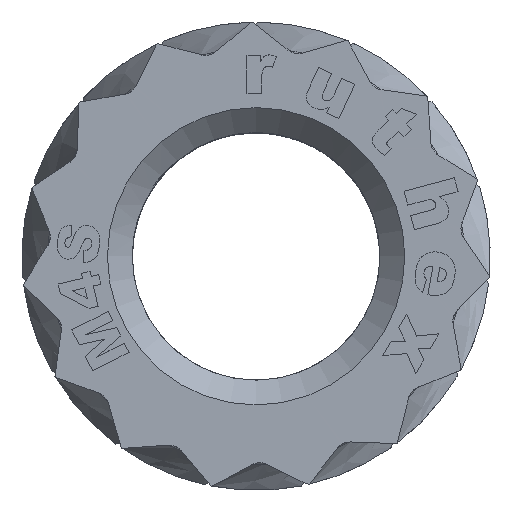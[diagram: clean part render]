
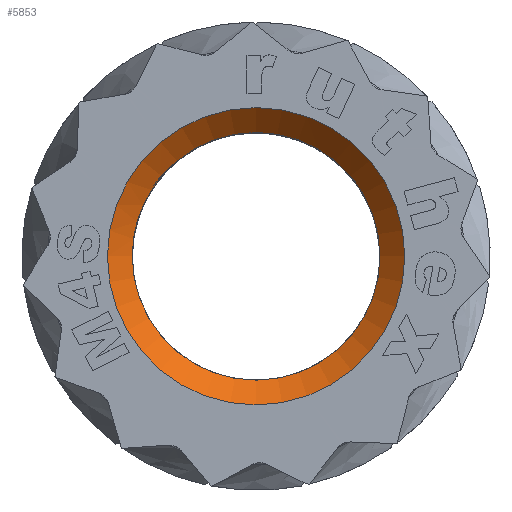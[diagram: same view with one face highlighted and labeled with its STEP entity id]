
A CAD part, top view. The second image highlights one B-rep face of the part: STEP entity #5853.
In plain terms, the highlighted conical face has half-angle 45 degrees and reference radius 1.833 mm.
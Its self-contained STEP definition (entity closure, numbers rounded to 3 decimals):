
#19=CONICAL_SURFACE('',#6123,1.833,0.785);
#478=FACE_OUTER_BOUND('',#798,.T.);
#798=EDGE_LOOP('',(#4823,#4824,#4825,#4826,#4827,#4828));
#933=CIRCLE('',#6003,1.666);
#952=CIRCLE('',#6117,2.);
#953=CIRCLE('',#6121,1.666);
#954=CIRCLE('',#6122,1.666);
#1858=LINE('',#10221,#2186);
#2186=VECTOR('',#6797,1.833);
#2204=VERTEX_POINT('',#7175);
#2205=VERTEX_POINT('',#7189);
#2588=VERTEX_POINT('',#9500);
#2589=VERTEX_POINT('',#9961);
#2848=EDGE_CURVE('',#2205,#2204,#933,.T.);
#3389=EDGE_CURVE('',#2588,#2588,#952,.T.);
#3396=EDGE_CURVE('',#2589,#2205,#953,.T.);
#3397=EDGE_CURVE('',#2204,#2589,#954,.T.);
#3400=EDGE_CURVE('',#2588,#2589,#1858,.T.);
#4823=ORIENTED_EDGE('',*,*,#3389,.F.);
#4824=ORIENTED_EDGE('',*,*,#3400,.T.);
#4825=ORIENTED_EDGE('',*,*,#3396,.T.);
#4826=ORIENTED_EDGE('',*,*,#2848,.T.);
#4827=ORIENTED_EDGE('',*,*,#3397,.T.);
#4828=ORIENTED_EDGE('',*,*,#3400,.F.);
#5853=ADVANCED_FACE('',(#478),#19,.F.);
#6003=AXIS2_PLACEMENT_3D('',#7190,#6238,#6239);
#6117=AXIS2_PLACEMENT_3D('',#9501,#6783,#6784);
#6121=AXIS2_PLACEMENT_3D('',#9962,#6791,#6792);
#6122=AXIS2_PLACEMENT_3D('',#9963,#6793,#6794);
#6123=AXIS2_PLACEMENT_3D('',#10220,#6795,#6796);
#6238=DIRECTION('center_axis',(0.,0.,-1.));
#6239=DIRECTION('ref_axis',(1.,0.,0.));
#6783=DIRECTION('center_axis',(0.,0.,-1.));
#6784=DIRECTION('ref_axis',(1.,0.,0.));
#6791=DIRECTION('center_axis',(0.,0.,-1.));
#6792=DIRECTION('ref_axis',(1.,0.,0.));
#6793=DIRECTION('center_axis',(0.,0.,-1.));
#6794=DIRECTION('ref_axis',(1.,0.,0.));
#6795=DIRECTION('center_axis',(0.,0.,1.));
#6796=DIRECTION('ref_axis',(1.,0.,0.));
#6797=DIRECTION('',(0.707,0.,-0.707));
#7175=CARTESIAN_POINT('',(1.27,1.078,-0.334));
#7189=CARTESIAN_POINT('',(-1.27,1.08,-0.334));
#7190=CARTESIAN_POINT('Origin',(0.001,-0.001,
-0.334));
#9500=CARTESIAN_POINT('',(-1.999,-0.001,0.));
#9501=CARTESIAN_POINT('Origin',(0.001,-0.001,
0.));
#9961=CARTESIAN_POINT('',(-1.665,-0.001,-0.334));
#9962=CARTESIAN_POINT('Origin',(0.001,-0.001,
-0.334));
#9963=CARTESIAN_POINT('Origin',(0.001,-0.001,
-0.334));
#10220=CARTESIAN_POINT('Origin',(0.001,-0.001,
-0.167));
#10221=CARTESIAN_POINT('',(-1.832,-0.001,-0.167));
